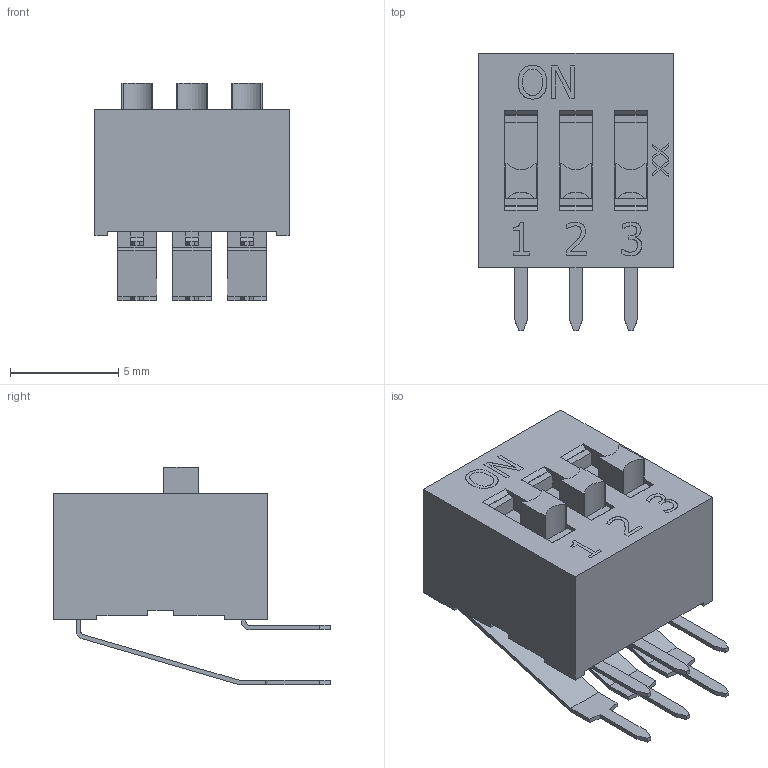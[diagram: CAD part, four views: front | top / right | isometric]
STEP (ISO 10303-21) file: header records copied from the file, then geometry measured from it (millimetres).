
FILE_DESCRIPTION(/* description */ (''),/* implementation_level */ '2;1');
FILE_NAME(/* name */ 'KAS2103E.stp',/* time_stamp */ '2023-08-29T15:14:09-05:00',/* author */ ('mwilliams'),/* organization */ (''),/* preprocessor_version */ 'ST-DEVELOPER v18.1',/* originating_system */ 'Autodesk Inventor 2022',/* authorisation */ '');
FILE_SCHEMA (('AUTOMOTIVE_DESIGN { 1 0 10303 214 3 1 1 }'));
Length unit declared in the file: inch
Products named in the file (1): N321031_Simplify_1
Bounding box: 8.98 x 12.8 x 10.04 mm (x, y, z)
Volume: 491.9 mm3; surface area: 634.9 mm2
Topology: 1 solids, 1 shells, 321 faces, 885 edges, 586 vertices
Faces by surface type: plane 246, bspline 51, cylinder 24
Entity records: 10860 total; most frequent: CARTESIAN_POINT 2570, ORIENTED_EDGE 1770, DIRECTION 1373, EDGE_CURVE 885, LINE 735, VECTOR 735, VERTEX_POINT 586, EDGE_LOOP 341
